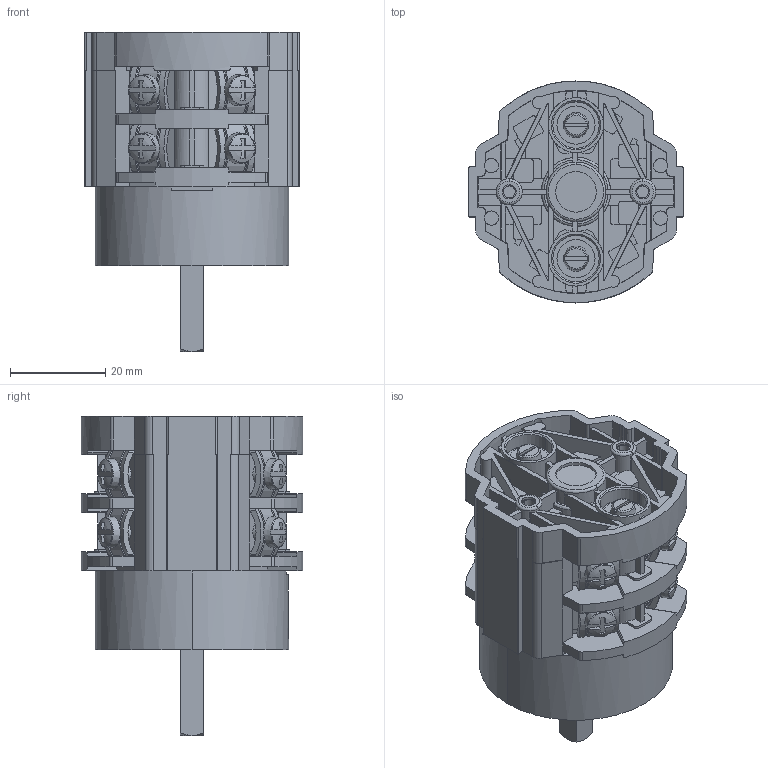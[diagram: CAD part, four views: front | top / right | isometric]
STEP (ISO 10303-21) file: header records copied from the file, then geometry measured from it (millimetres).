
FILE_DESCRIPTION((''),'2;1');
FILE_NAME('CAV2_12_26_2B_P_SW0001','2015-06-03T',('mangiapr'),(''),'PRO/ENGINEER BY PARAMETRIC TECHNOLOGY CORPORATION, 2011080','PRO/ENGINEER BY PARAMETRIC TECHNOLOGY CORPORATION, 2011080','');
FILE_SCHEMA(('CONFIG_CONTROL_DESIGN'));
Length unit declared in the file: millimetre
Products named in the file (1): CAV2_12_26_2B_P_SW0001
Bounding box: 45 x 46.5 x 66.9 mm (x, y, z)
Volume: 60706.1 mm3; surface area: 20893.1 mm2
Topology: 3 solids, 3 shells, 1322 faces, 3678 edges, 2391 vertices
Faces by surface type: plane 760, cylinder 336, cone 136, torus 66, sphere 16, bspline 8
Entity records: 46156 total; most frequent: CARTESIAN_POINT 12175, ORIENTED_EDGE 7352, DIRECTION 6880, EDGE_CURVE 3676, VERTEX_POINT 2391, AXIS2_PLACEMENT_3D 2346, VECTOR 2188, LINE 2188
